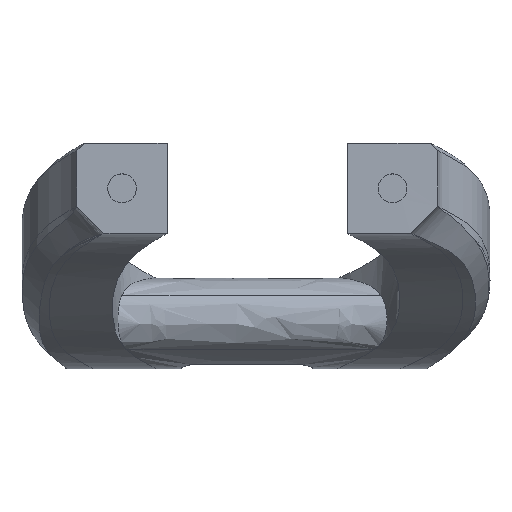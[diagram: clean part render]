
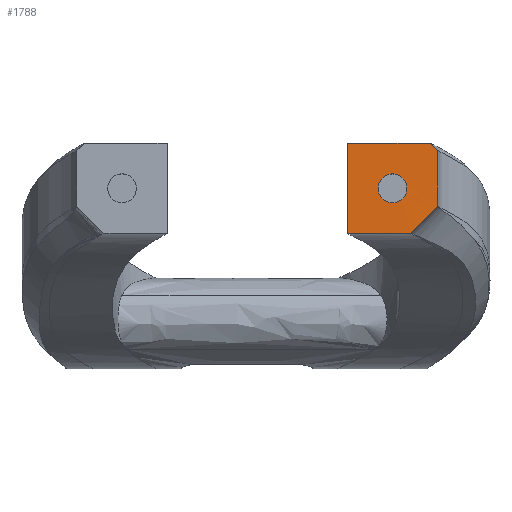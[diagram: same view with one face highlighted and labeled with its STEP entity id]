
A CAD part, top view. The second image highlights one B-rep face of the part: STEP entity #1788.
In plain terms, the highlighted planar face has unit normal (0, 0, 1).
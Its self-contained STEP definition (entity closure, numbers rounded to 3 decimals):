
#28 = DIRECTION ( 'NONE',  ( 0.707, 0.707, 0. ) ) ;
#149 = DIRECTION ( 'NONE',  ( 0., 0., -1. ) ) ;
#303 = CARTESIAN_POINT ( 'NONE',  ( -32.494, 134.524, 143.417 ) ) ;
#369 = ORIENTED_EDGE ( 'NONE', *, *, #3855, .T. ) ;
#486 = ORIENTED_EDGE ( 'NONE', *, *, #5798, .T. ) ;
#506 = CARTESIAN_POINT ( 'NONE',  ( -27.494, 137.924, 143.417 ) ) ;
#522 = AXIS2_PLACEMENT_3D ( 'NONE', #3494, #581, #1067 ) ;
#581 = DIRECTION ( 'NONE',  ( 0., 0., -1. ) ) ;
#675 = CARTESIAN_POINT ( 'NONE',  ( -22.494, 143.724, 143.417 ) ) ;
#724 = CARTESIAN_POINT ( 'NONE',  ( -25.494, 134.524, 143.417 ) ) ;
#777 = LINE ( 'NONE', #724, #4978 ) ;
#953 = CARTESIAN_POINT ( 'NONE',  ( -25.494, 134.524, 143.417 ) ) ;
#996 = EDGE_CURVE ( 'NONE', #2961, #1354, #2140, .T. ) ;
#1067 = DIRECTION ( 'NONE',  ( -1., 0., 0. ) ) ;
#1210 = VECTOR ( 'NONE', #3091, 1000. ) ;
#1354 = VERTEX_POINT ( 'NONE', #1572 ) ;
#1386 = ORIENTED_EDGE ( 'NONE', *, *, #2275, .F. ) ;
#1406 = CIRCLE ( 'NONE', #522, 1.6 ) ;
#1438 = LINE ( 'NONE', #4153, #3275 ) ;
#1458 = ORIENTED_EDGE ( 'NONE', *, *, #1641, .F. ) ;
#1572 = CARTESIAN_POINT ( 'NONE',  ( -32.494, 144.524, 143.417 ) ) ;
#1580 = CARTESIAN_POINT ( 'NONE',  ( -27.494, 141.124, 143.417 ) ) ;
#1641 = EDGE_CURVE ( 'NONE', #4597, #5796, #2081, .T. ) ;
#1660 = CARTESIAN_POINT ( 'NONE',  ( -23.294, 144.524, 143.417 ) ) ;
#1684 = DIRECTION ( 'NONE',  ( 0., -1., 0. ) ) ;
#1788 = ADVANCED_FACE ( 'NONE', ( #4496, #4626 ), #1876, .F. ) ;
#1876 = PLANE ( 'NONE',  #2949 ) ;
#1896 = VECTOR ( 'NONE', #1684, 1000. ) ;
#2013 = DIRECTION ( 'NONE',  ( -1., 0., 0. ) ) ;
#2081 = LINE ( 'NONE', #675, #1896 ) ;
#2140 = LINE ( 'NONE', #303, #2255 ) ;
#2145 = ORIENTED_EDGE ( 'NONE', *, *, #5423, .F. ) ;
#2255 = VECTOR ( 'NONE', #4410, 1000. ) ;
#2275 = EDGE_CURVE ( 'NONE', #1354, #3984, #5897, .T. ) ;
#2599 = DIRECTION ( 'NONE',  ( -1., 0., 0. ) ) ;
#2623 = CARTESIAN_POINT ( 'NONE',  ( -32.494, 144.524, 143.417 ) ) ;
#2878 = ORIENTED_EDGE ( 'NONE', *, *, #996, .F. ) ;
#2941 = CARTESIAN_POINT ( 'NONE',  ( -22.492, 137.523, 143.393 ) ) ;
#2949 = AXIS2_PLACEMENT_3D ( 'NONE', #3735, #3764, #2013 ) ;
#2961 = VERTEX_POINT ( 'NONE', #5283 ) ;
#3019 = DIRECTION ( 'NONE',  ( 0.707, -0.707, 0. ) ) ;
#3091 = DIRECTION ( 'NONE',  ( 1., 0., 0. ) ) ;
#3255 = CARTESIAN_POINT ( 'NONE',  ( -22.494, 143.724, 143.417 ) ) ;
#3275 = VECTOR ( 'NONE', #28, 1000. ) ;
#3294 = EDGE_CURVE ( 'NONE', #5852, #5529, #1406, .T. ) ;
#3319 = VECTOR ( 'NONE', #3019, 1000. ) ;
#3344 = AXIS2_PLACEMENT_3D ( 'NONE', #4330, #149, #3818 ) ;
#3444 = ORIENTED_EDGE ( 'NONE', *, *, #3294, .T. ) ;
#3494 = CARTESIAN_POINT ( 'NONE',  ( -27.494, 139.524, 143.417 ) ) ;
#3497 = LINE ( 'NONE', #1660, #3319 ) ;
#3499 = EDGE_LOOP ( 'NONE', ( #2145, #369, #1458, #4928, #1386, #2878 ) ) ;
#3735 = CARTESIAN_POINT ( 'NONE',  ( -174.12, 0., 143.417 ) ) ;
#3764 = DIRECTION ( 'NONE',  ( 0., 0., -1. ) ) ;
#3818 = DIRECTION ( 'NONE',  ( -1., 0., 0. ) ) ;
#3855 = EDGE_CURVE ( 'NONE', #4075, #5796, #1438, .T. ) ;
#3895 = EDGE_LOOP ( 'NONE', ( #3444, #486 ) ) ;
#3984 = VERTEX_POINT ( 'NONE', #4671 ) ;
#4075 = VERTEX_POINT ( 'NONE', #953 ) ;
#4153 = CARTESIAN_POINT ( 'NONE',  ( -25.494, 134.524, 143.417 ) ) ;
#4330 = CARTESIAN_POINT ( 'NONE',  ( -27.494, 139.524, 143.417 ) ) ;
#4365 = EDGE_CURVE ( 'NONE', #3984, #4597, #3497, .T. ) ;
#4410 = DIRECTION ( 'NONE',  ( 0., 1., 0. ) ) ;
#4496 = FACE_BOUND ( 'NONE', #3895, .T. ) ;
#4597 = VERTEX_POINT ( 'NONE', #3255 ) ;
#4626 = FACE_OUTER_BOUND ( 'NONE', #3499, .T. ) ;
#4671 = CARTESIAN_POINT ( 'NONE',  ( -23.294, 144.524, 143.417 ) ) ;
#4894 = CIRCLE ( 'NONE', #3344, 1.6 ) ;
#4928 = ORIENTED_EDGE ( 'NONE', *, *, #4365, .F. ) ;
#4978 = VECTOR ( 'NONE', #2599, 1000. ) ;
#5283 = CARTESIAN_POINT ( 'NONE',  ( -32.494, 134.524, 143.417 ) ) ;
#5423 = EDGE_CURVE ( 'NONE', #4075, #2961, #777, .T. ) ;
#5529 = VERTEX_POINT ( 'NONE', #506 ) ;
#5796 = VERTEX_POINT ( 'NONE', #2941 ) ;
#5798 = EDGE_CURVE ( 'NONE', #5529, #5852, #4894, .T. ) ;
#5852 = VERTEX_POINT ( 'NONE', #1580 ) ;
#5897 = LINE ( 'NONE', #2623, #1210 ) ;
